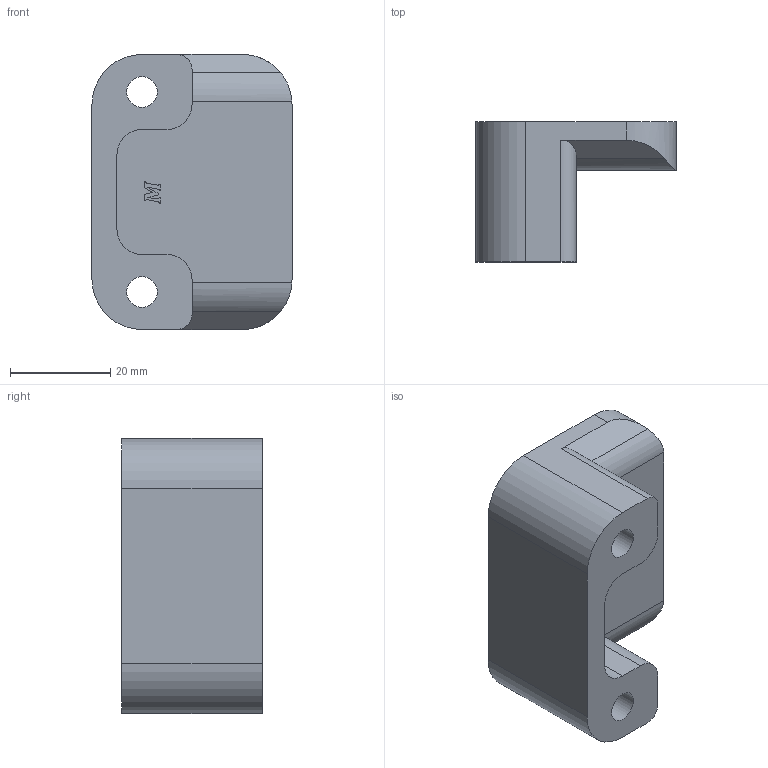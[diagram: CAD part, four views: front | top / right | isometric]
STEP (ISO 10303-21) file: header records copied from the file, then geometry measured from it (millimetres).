
FILE_DESCRIPTION(('STEP AP214'),'1');
FILE_NAME('012.A2.step','2014-05-12T08:12:18',(' '),(' '),'Spatial InterOp 3D',' ',' ');
FILE_SCHEMA(('automotive_design'));
Length unit declared in the file: millimetre
Products named in the file (1): _226
Bounding box: 40 x 28 x 55 mm (x, y, z)
Volume: 29618.1 mm3; surface area: 9902.5 mm2
Topology: 1 solids, 1 shells, 37 faces, 98 edges, 66 vertices
Faces by surface type: plane 17, cylinder 16, extrusion 4
Full cylindrical faces by diameter (mm): 6.2 x2, 12 x2
Entity records: 1784 total; most frequent: CARTESIAN_POINT 556, DIRECTION 186, ORIENTED_EDGE 184, EDGE_CURVE 92, AXIS2_PLACEMENT_3D 66, VERTEX_POINT 64, VECTOR 54, LINE 50
